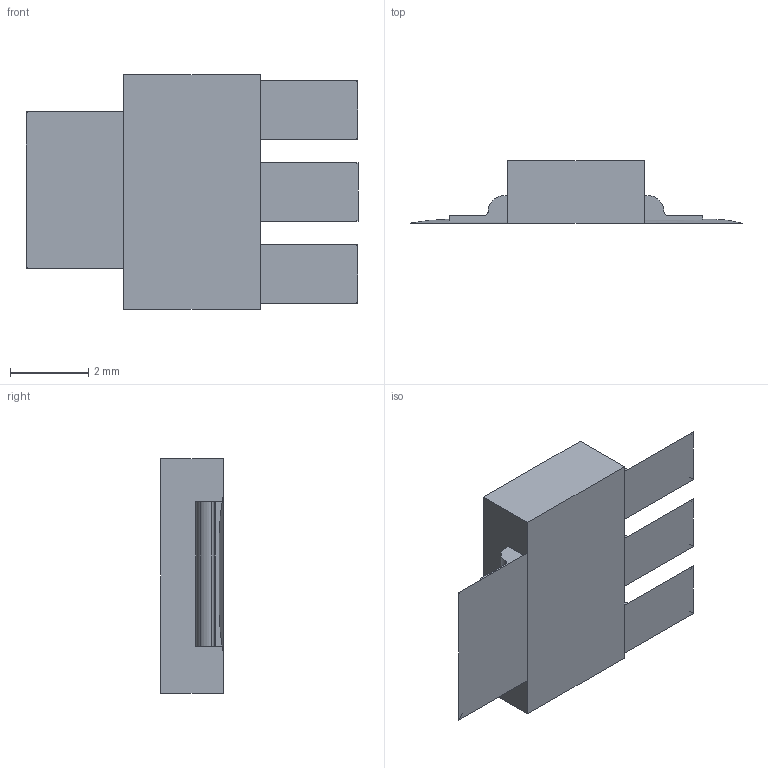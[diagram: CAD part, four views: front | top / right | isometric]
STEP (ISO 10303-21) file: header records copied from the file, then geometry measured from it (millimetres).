
FILE_DESCRIPTION (( 'STEP AP203' ), '1' );
FILE_NAME ('vreg.step_Default_sldprt.STEP', '2024-05-06T01:29:48', ( '' ), ( '' ), 'SwSTEP 2.0', 'SolidWorks 2021', '' );
FILE_SCHEMA (( 'CONFIG_CONTROL_DESIGN' ));
Length unit declared in the file: millimetre
Products named in the file (1): vreg.step_Default_sldprt
Bounding box: 8.5 x 1.6 x 6 mm (x, y, z)
Volume: 37.4 mm3; surface area: 125.3 mm2
Topology: 5 solids, 5 shells, 69 faces, 177 edges, 118 vertices
Faces by surface type: plane 41, cylinder 28
Entity records: 2168 total; most frequent: CARTESIAN_POINT 389, DIRECTION 357, ORIENTED_EDGE 354, EDGE_CURVE 177, LINE 121, VECTOR 121, AXIS2_PLACEMENT_3D 118, VERTEX_POINT 118
